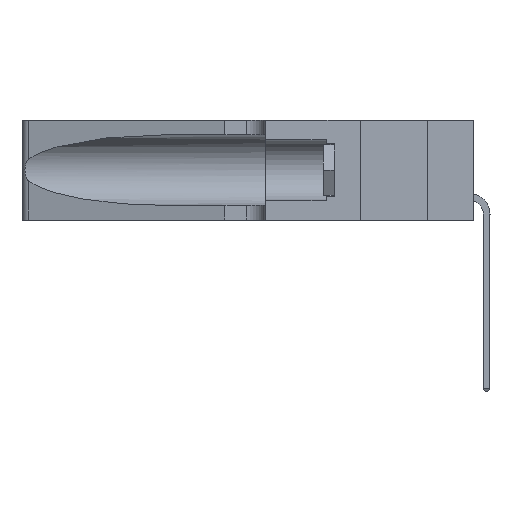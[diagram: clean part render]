
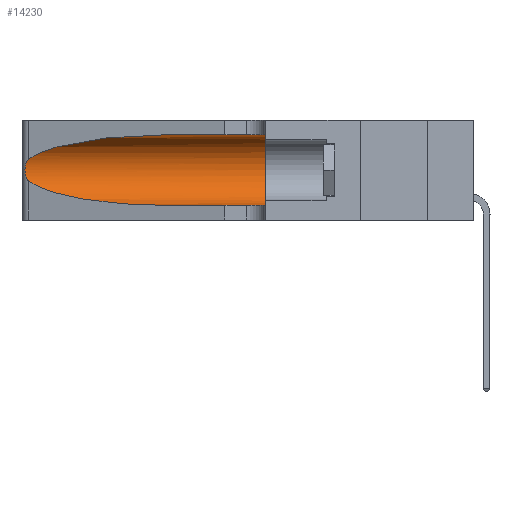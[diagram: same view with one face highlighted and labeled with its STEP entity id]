
A CAD part, left-side view. The second image highlights one B-rep face of the part: STEP entity #14230.
In plain terms, the highlighted cylindrical face has radius 3.308 mm (diameter 6.617 mm), a partial arc.
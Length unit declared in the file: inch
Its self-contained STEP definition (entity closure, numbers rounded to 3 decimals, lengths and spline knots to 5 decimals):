
#510 = ORIENTED_EDGE ( 'NONE', *, *, #9735, .F. ) ;
#1192 = CARTESIAN_POINT ( 'NONE',  ( 0.25856, 1.23593, 0.16098 ) ) ;
#2471 = CARTESIAN_POINT ( 'NONE',  ( 0.25487, 1.22718, 0.22369 ) ) ;
#2528 = VECTOR ( 'NONE', #9081, 39.37008 ) ;
#2615 = CARTESIAN_POINT ( 'NONE',  ( 0.26075, 1.23896, 0.178 ) ) ;
#2687 = CARTESIAN_POINT ( 'NONE',  ( 0.26075, 1.23896, 0.19203 ) ) ;
#2865 = EDGE_CURVE ( 'NONE', #17404, #14544, #4107, .T. ) ;
#3884 = CARTESIAN_POINT ( 'NONE',  ( 0.1305, 0.35, 0.31525 ) ) ;
#4027 = EDGE_CURVE ( 'NONE', #6444, #4787, #10122, .T. ) ;
#4107 = CIRCLE ( 'NONE', #18159, 0.13025 ) ;
#4157 = EDGE_CURVE ( 'NONE', #4787, #11885, #4795, .T. ) ;
#4403 = CARTESIAN_POINT ( 'NONE',  ( 0.25639, 1.23186, 0.15144 ) ) ;
#4787 = VERTEX_POINT ( 'NONE', #16734 ) ;
#4795 = B_SPLINE_CURVE_WITH_KNOTS ( 'NONE', 3,
 ( #2471, #20003, #14103, #19015, #15838, #20498, #2687, #2615, #9294, #1192, #20364, #4403, #17336, #20570 ),
 .UNSPECIFIED., .F., .F.,
 ( 4, 2, 2, 2, 2, 2, 4 ),
 ( 0., 0.00027, 0.00053, 0.00107, 0.0016, 0.00187, 0.00214 ),
 .UNSPECIFIED. ) ;
#4812 = EDGE_LOOP ( 'NONE', ( #11470, #12185, #6960, #6741, #9374, #510 ) ) ;
#5033 = CARTESIAN_POINT ( 'NONE',  ( 0.1305, 1.61858, 0.31525 ) ) ;
#5060 = CARTESIAN_POINT ( 'NONE',  ( 0.1305, 0.35, 0.05475 ) ) ;
#5151 = LINE ( 'NONE', #5033, #12746 ) ;
#6234 = CARTESIAN_POINT ( 'NONE',  ( 0.2373, 1.15595, 0.08982 ) ) ;
#6444 = VERTEX_POINT ( 'NONE', #18939 ) ;
#6741 = ORIENTED_EDGE ( 'NONE', *, *, #20494, .T. ) ;
#6960 = ORIENTED_EDGE ( 'NONE', *, *, #11133, .T. ) ;
#7324 = CARTESIAN_POINT ( 'NONE',  ( 0.2373, 1.15595, 0.28018 ) ) ;
#7476 = CARTESIAN_POINT ( 'NONE',  ( 0.1305, 1.61858, 0.185 ) ) ;
#7600 = CARTESIAN_POINT ( 'NONE',  ( 0.1305, 0.72297, 0.31525 ) ) ;
#8076 = CYLINDRICAL_SURFACE ( 'NONE', #10316, 0.13025 ) ;
#8652 = CARTESIAN_POINT ( 'NONE',  ( 0.1305, 0.72297, 0.05475 ) ) ;
#9081 = DIRECTION ( 'NONE',  ( 0., -1., 0. ) ) ;
#9294 = CARTESIAN_POINT ( 'NONE',  ( 0.26017, 1.23833, 0.17102 ) ) ;
#9364 = CARTESIAN_POINT ( 'NONE',  ( 0.25487, 1.22718, 0.14631 ) ) ;
#9374 = ORIENTED_EDGE ( 'NONE', *, *, #2865, .F. ) ;
#9488 = CARTESIAN_POINT ( 'NONE',  ( 0.18966, 0.96281, 0.05475 ) ) ;
#9735 = EDGE_CURVE ( 'NONE', #6444, #17404, #5151, .T. ) ;
#10122 =( BOUNDED_CURVE ( )  B_SPLINE_CURVE ( 3, ( #7600, #17195, #7324, #10732 ),
 .UNSPECIFIED., .F., .F. ) 
 B_SPLINE_CURVE_WITH_KNOTS ( ( 4, 4 ),
 ( 1.5708, 2.84003 ),
 .UNSPECIFIED. ) 
 CURVE ( )  GEOMETRIC_REPRESENTATION_ITEM ( )  RATIONAL_B_SPLINE_CURVE ( ( 1., 0.87, 0.87, 1. ) ) 
 REPRESENTATION_ITEM ( '' )  );
#10316 = AXIS2_PLACEMENT_3D ( 'NONE', #7476, #18905, #18978 ) ;
#10732 = CARTESIAN_POINT ( 'NONE',  ( 0.25487, 1.22718, 0.22369 ) ) ;
#11133 = EDGE_CURVE ( 'NONE', #11885, #20274, #14911, .T. ) ;
#11284 = CARTESIAN_POINT ( 'NONE',  ( 0.1305, 0.35, 0.185 ) ) ;
#11470 = ORIENTED_EDGE ( 'NONE', *, *, #4027, .T. ) ;
#11885 = VERTEX_POINT ( 'NONE', #13490 ) ;
#12185 = ORIENTED_EDGE ( 'NONE', *, *, #4157, .T. ) ;
#12270 = CARTESIAN_POINT ( 'NONE',  ( 0.1305, 1.61858, 0.05475 ) ) ;
#12486 = CARTESIAN_POINT ( 'NONE',  ( 0.1305, 0.72297, 0.05475 ) ) ;
#12746 = VECTOR ( 'NONE', #16400, 39.37008 ) ;
#12960 = DIRECTION ( 'NONE',  ( 0., 1., 0. ) ) ;
#13490 = CARTESIAN_POINT ( 'NONE',  ( 0.25487, 1.22718, 0.14631 ) ) ;
#14103 = CARTESIAN_POINT ( 'NONE',  ( 0.25639, 1.23184, 0.21858 ) ) ;
#14230 = ADVANCED_FACE ( 'NONE', ( #21006 ), #8076, .F. ) ;
#14544 = VERTEX_POINT ( 'NONE', #5060 ) ;
#14911 =( BOUNDED_CURVE ( )  B_SPLINE_CURVE ( 3, ( #9364, #6234, #9488, #12486 ),
 .UNSPECIFIED., .F., .F. ) 
 B_SPLINE_CURVE_WITH_KNOTS ( ( 4, 4 ),
 ( 3.44316, 4.71239 ),
 .UNSPECIFIED. ) 
 CURVE ( )  GEOMETRIC_REPRESENTATION_ITEM ( )  RATIONAL_B_SPLINE_CURVE ( ( 1., 0.87, 0.87, 1. ) ) 
 REPRESENTATION_ITEM ( '' )  );
#15838 = CARTESIAN_POINT ( 'NONE',  ( 0.25854, 1.2359, 0.20912 ) ) ;
#16400 = DIRECTION ( 'NONE',  ( 0., -1., 0. ) ) ;
#16734 = CARTESIAN_POINT ( 'NONE',  ( 0.25487, 1.22718, 0.22369 ) ) ;
#17195 = CARTESIAN_POINT ( 'NONE',  ( 0.18966, 0.96281, 0.31525 ) ) ;
#17336 = CARTESIAN_POINT ( 'NONE',  ( 0.25555, 1.22993, 0.14849 ) ) ;
#17404 = VERTEX_POINT ( 'NONE', #3884 ) ;
#17731 = DIRECTION ( 'NONE',  ( 0., 0., 1. ) ) ;
#18159 = AXIS2_PLACEMENT_3D ( 'NONE', #11284, #12960, #17731 ) ;
#18792 = LINE ( 'NONE', #12270, #2528 ) ;
#18905 = DIRECTION ( 'NONE',  ( 0., -1., 0. ) ) ;
#18939 = CARTESIAN_POINT ( 'NONE',  ( 0.1305, 0.72297, 0.31525 ) ) ;
#18978 = DIRECTION ( 'NONE',  ( 0., 0., -1. ) ) ;
#19015 = CARTESIAN_POINT ( 'NONE',  ( 0.25787, 1.23484, 0.2124 ) ) ;
#20003 = CARTESIAN_POINT ( 'NONE',  ( 0.25555, 1.22994, 0.2215 ) ) ;
#20274 = VERTEX_POINT ( 'NONE', #8652 ) ;
#20364 = CARTESIAN_POINT ( 'NONE',  ( 0.25789, 1.23486, 0.15765 ) ) ;
#20494 = EDGE_CURVE ( 'NONE', #20274, #14544, #18792, .T. ) ;
#20498 = CARTESIAN_POINT ( 'NONE',  ( 0.26018, 1.23835, 0.19895 ) ) ;
#20570 = CARTESIAN_POINT ( 'NONE',  ( 0.25487, 1.22718, 0.14631 ) ) ;
#21006 = FACE_OUTER_BOUND ( 'NONE', #4812, .T. ) ;
